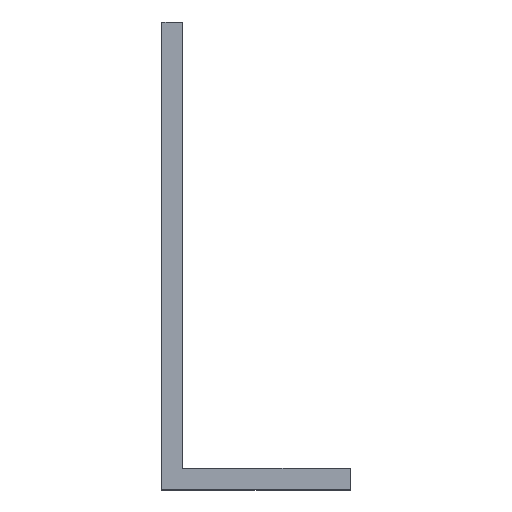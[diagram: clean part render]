
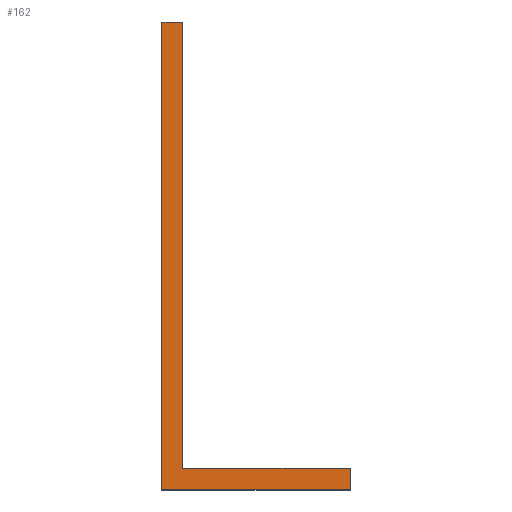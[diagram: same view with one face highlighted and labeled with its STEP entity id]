
A CAD part, top view. The second image highlights one B-rep face of the part: STEP entity #162.
In plain terms, the highlighted planar face has unit normal (0, 0, 1).
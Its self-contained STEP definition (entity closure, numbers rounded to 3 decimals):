
#162 = ADVANCED_FACE( '', ( #438 ), #439, .F. );
#438 = FACE_OUTER_BOUND( '', #709, .T. );
#439 = PLANE( '', #710 );
#709 = EDGE_LOOP( '', ( #1087, #1088, #1089, #1090, #1091, #1092 ) );
#710 = AXIS2_PLACEMENT_3D( '', #1093, #1094, #1095 );
#1087 = ORIENTED_EDGE( '', *, *, #1150, .T. );
#1088 = ORIENTED_EDGE( '', *, *, #1242, .T. );
#1089 = ORIENTED_EDGE( '', *, *, #1140, .T. );
#1090 = ORIENTED_EDGE( '', *, *, #1233, .T. );
#1091 = ORIENTED_EDGE( '', *, *, #1206, .T. );
#1092 = ORIENTED_EDGE( '', *, *, #1174, .T. );
#1093 = CARTESIAN_POINT( '', ( 0., 64., 28. ) );
#1094 = DIRECTION( '', ( 0., 0., -1. ) );
#1095 = DIRECTION( '', ( -1., 0., 0. ) );
#1140 = EDGE_CURVE( '', #1314, #1312, #1315, .T. );
#1150 = EDGE_CURVE( '', #1331, #1329, #1332, .T. );
#1174 = EDGE_CURVE( '', #1376, #1331, #1377, .T. );
#1206 = EDGE_CURVE( '', #1428, #1376, #1429, .T. );
#1233 = EDGE_CURVE( '', #1312, #1428, #1465, .T. );
#1242 = EDGE_CURVE( '', #1329, #1314, #1480, .T. );
#1312 = VERTEX_POINT( '', #1551 );
#1314 = VERTEX_POINT( '', #1554 );
#1315 = LINE( '', #1555, #1556 );
#1329 = VERTEX_POINT( '', #1572 );
#1331 = VERTEX_POINT( '', #1575 );
#1332 = LINE( '', #1576, #1577 );
#1376 = VERTEX_POINT( '', #1623 );
#1377 = LINE( '', #1624, #1625 );
#1428 = VERTEX_POINT( '', #1678 );
#1429 = LINE( '', #1679, #1680 );
#1465 = LINE( '', #1718, #1719 );
#1480 = LINE( '', #1735, #1736 );
#1551 = CARTESIAN_POINT( '', ( 24., -3., 28. ) );
#1554 = CARTESIAN_POINT( '', ( -3., -3., 28. ) );
#1555 = CARTESIAN_POINT( '', ( 24., -3., 28. ) );
#1556 = VECTOR( '', #1825, 1000. );
#1572 = CARTESIAN_POINT( '', ( -3., 64., 28. ) );
#1575 = CARTESIAN_POINT( '', ( 0., 64., 28. ) );
#1576 = CARTESIAN_POINT( '', ( -3., 64., 28. ) );
#1577 = VECTOR( '', #1838, 1000. );
#1623 = CARTESIAN_POINT( '', ( 0., 0., 28. ) );
#1624 = CARTESIAN_POINT( '', ( 0., 64., 28. ) );
#1625 = VECTOR( '', #1898, 1000. );
#1678 = CARTESIAN_POINT( '', ( 24., 0., 28. ) );
#1679 = CARTESIAN_POINT( '', ( 0., 0., 28. ) );
#1680 = VECTOR( '', #1955, 1000. );
#1718 = CARTESIAN_POINT( '', ( 24., 0., 28. ) );
#1719 = VECTOR( '', #1985, 1000. );
#1735 = CARTESIAN_POINT( '', ( -3., -3., 28. ) );
#1736 = VECTOR( '', #2005, 1000. );
#1825 = DIRECTION( '', ( 1., 0., 0. ) );
#1838 = DIRECTION( '', ( -1., 0., 0. ) );
#1898 = DIRECTION( '', ( 0., 1., 0. ) );
#1955 = DIRECTION( '', ( -1., 0., 0. ) );
#1985 = DIRECTION( '', ( 0., 1., 0. ) );
#2005 = DIRECTION( '', ( 0., -1., 0. ) );
